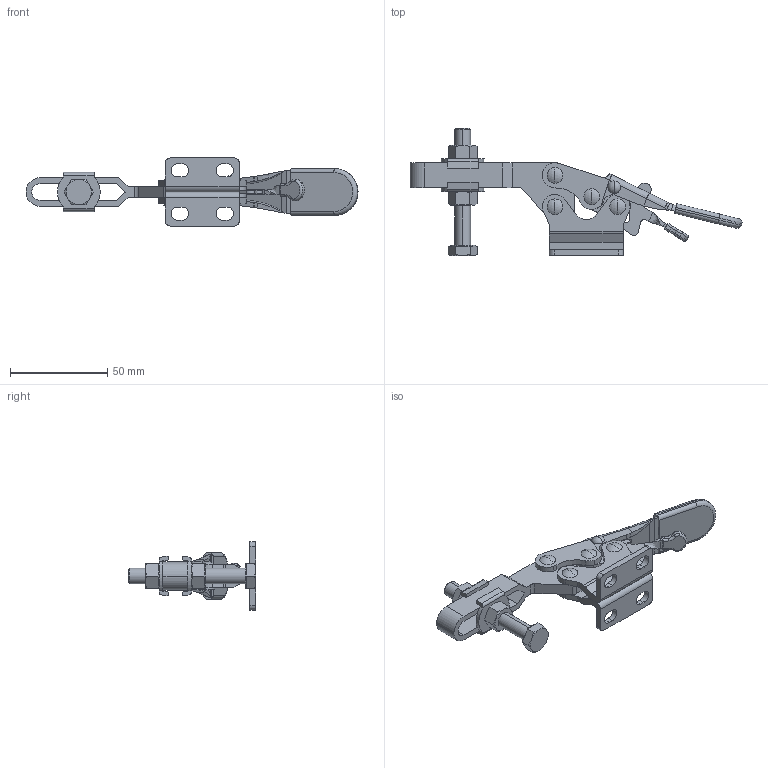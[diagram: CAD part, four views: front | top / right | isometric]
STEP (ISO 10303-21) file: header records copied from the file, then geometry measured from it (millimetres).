
FILE_DESCRIPTION (( 'STEP AP214' ), '1' );
FILE_NAME ('GH-225-DRSS.STEP', '2025-12-18T03:30:16', ( '' ), ( '' ), 'SwSTEP 2.0', 'SolidWorks 2016', '' );
FILE_SCHEMA (( 'AUTOMOTIVE_DESIGN' ));
Length unit declared in the file: millimetre
Products named in the file (8): 1225D08-1^GH-225-DRSS(?趙); Group5^GH-225-DRSS(?趙); Group1^GH-225-DRSS(?趙); Group7^GH-225-DRSS(?趙); Group4^GH-225-DRSS(?趙); GH-225-DRSS; 7208060-1^GH-225-DRSS(?趙); 1225DR02[lock]-2_3(t2.0)-1^GH-225-DRSS(?趙)
Assembly tree (7 placements, depth 2):
  GH-225-DRSS
    Group1^GH-225-DRSS(?趙)
    Group4^GH-225-DRSS(?趙)
    Group5^GH-225-DRSS(?趙)
    Group7^GH-225-DRSS(?趙)
    1225D08-1^GH-225-DRSS(?趙)
    1225DR02[lock]-2_3(t2.0)-1^GH-225-DRSS(?趙)
    7208060-1^GH-225-DRSS(?趙)
Bounding box: 170.62 x 65.3 x 35 mm (x, y, z)
Volume: 27328.9 mm3; surface area: 26681.8 mm2
Topology: 7 solids, 10 shells, 413 faces, 1078 edges, 698 vertices
Faces by surface type: plane 178, cylinder 173, bspline 24, cone 16, torus 12, sphere 10
Entity records: 15582 total; most frequent: CARTESIAN_POINT 4146, ORIENTED_EDGE 2150, DIRECTION 2077, EDGE_CURVE 1078, AXIS2_PLACEMENT_3D 755, VERTEX_POINT 698, VECTOR 567, LINE 567
